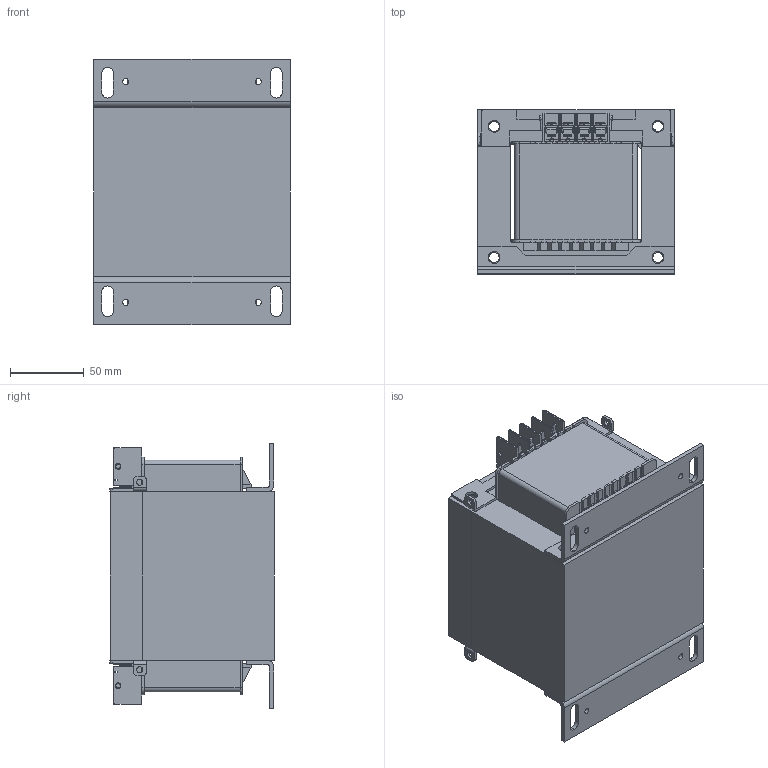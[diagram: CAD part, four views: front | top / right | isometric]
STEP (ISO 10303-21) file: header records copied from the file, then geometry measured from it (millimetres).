
FILE_DESCRIPTION (( 'STEP AP214' ), '1' );
FILE_NAME ('SP1500MQMJ.step', '2019-03-27T13:36:39', ( '' ), ( '' ), 'SwSTEP 2.0', 'SolidWorks 2018', '' );
FILE_SCHEMA (( 'AUTOMOTIVE_DESIGN' ));
Length unit declared in the file: inch
Products named in the file (1): SP1500MQMJ
Bounding box: 133.35 x 111.1 x 179.65 mm (x, y, z)
Volume: 1913376.7 mm3; surface area: 292489.1 mm2
Topology: 42 solids, 42 shells, 3370 faces, 9344 edges, 5988 vertices
Faces by surface type: plane 2121, cylinder 949, bspline 260, cone 40
Entity records: 132689 total; most frequent: CARTESIAN_POINT 49567, ORIENTED_EDGE 18560, DIRECTION 15248, EDGE_CURVE 9280, LINE 6342, VECTOR 6342, VERTEX_POINT 5988, AXIS2_PLACEMENT_3D 4453
